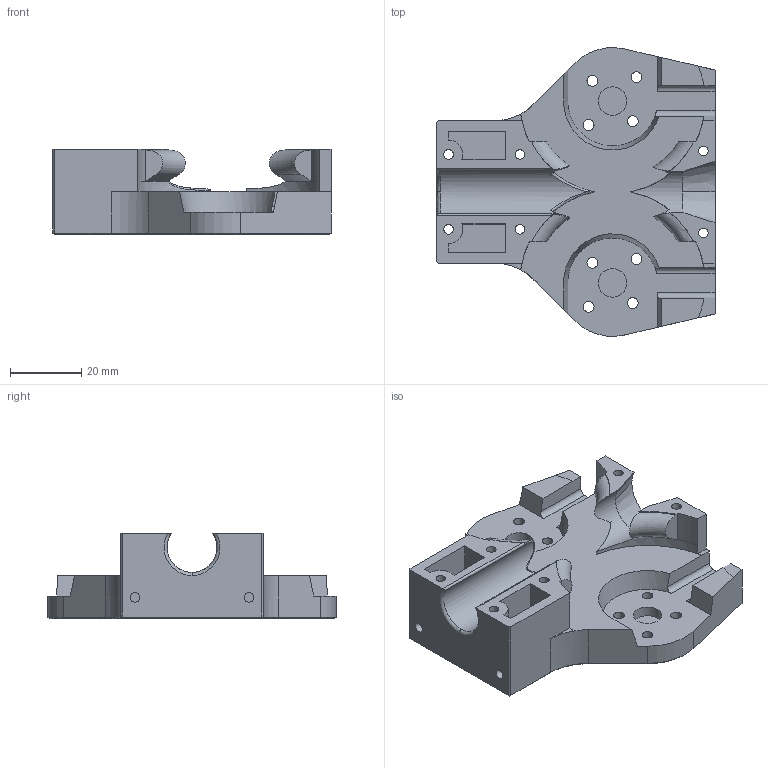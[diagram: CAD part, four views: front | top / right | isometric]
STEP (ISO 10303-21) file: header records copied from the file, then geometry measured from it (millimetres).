
FILE_DESCRIPTION(('FreeCAD Model'),'2;1');
FILE_NAME('Hy-Con-GammaMajor_Main_Turnigy_Rev3_9.0_Ready.step', '2023-06-13T18:47:49',('FreeCAD'),('FreeCAD'), 'Open CASCADE STEP processor 6.6','FreeCAD','Unknown');
FILE_SCHEMA(('AUTOMOTIVE_DESIGN_CC2 { 1 2 10303 214 -1 1 5 4 }'));
Length unit declared in the file: millimetre
Products named in the file (1): Pocket014
Bounding box: 78 x 80.95 x 24.02 mm (x, y, z)
Volume: 57121.9 mm3; surface area: 20322.8 mm2
Topology: 1 solids, 1 shells, 152 faces, 415 edges, 277 vertices
Faces by surface type: plane 68, cylinder 52, bspline 14, cone 12, torus 4, revolution 2
Full cylindrical faces by diameter (mm): 2.7 x13, 3.04 x8, 3.8 x1, 8 x2
Entity records: 36910 total; most frequent: CARTESIAN_POINT 29167, DIRECTION 1265, ORIENTED_EDGE 830, PCURVE 830, DEFINITIONAL_REPRESENTATION 830, LINE 670, VECTOR 670, EDGE_CURVE 415
